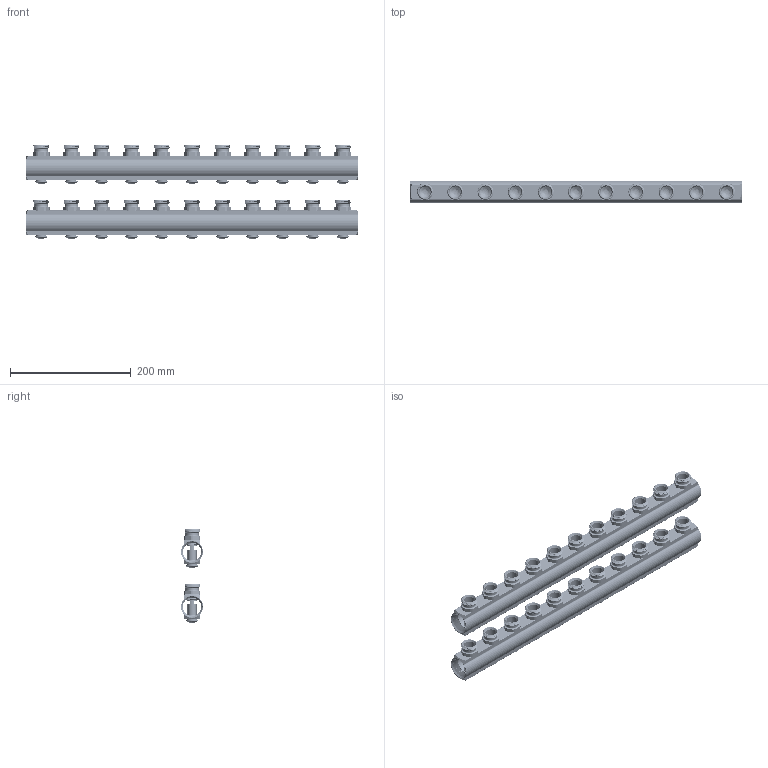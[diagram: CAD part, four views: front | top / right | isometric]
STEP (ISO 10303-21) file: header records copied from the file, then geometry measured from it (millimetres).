
FILE_DESCRIPTION((''),'2;1');
FILE_NAME('088U0551_ASM','2023-05-17T09:20:33',('U258971'),(''),'CREO PARAMETRIC BY PTC INC, 2020342','CREO PARAMETRIC BY PTC INC, 2020342','');
FILE_SCHEMA(('CONFIG_CONTROL_DESIGN'));
Length unit declared in the file: millimetre
Products named in the file (6): 088U7307_11LOOPS_19; 088U7304_16; 088U7310_ASM_12_ASM; 088U0593-MANIFOLD_12; 088U0545_ASM_1_ASM; 088U0551_ASM
Assembly tree (48 placements, depth 4):
  088U0551_ASM
    088U0545_ASM_1_ASM
      088U7307_11LOOPS_19  x2
      088U7310_ASM_12_ASM  x22
        088U7304_16
      088U0593-MANIFOLD_12  x22
Bounding box: 550 x 36.55 x 155.78 mm (x, y, z)
Volume: 656864.9 mm3; surface area: 522778 mm2
Topology: 46 solids, 140 shells, 5426 faces, 15312 edges, 10142 vertices
Faces by surface type: cylinder 2448, bspline 842, plane 770, cone 720, torus 536, sphere 88, extrusion 22
Entity records: 43427 total; most frequent: CARTESIAN_POINT 24859, ORIENTED_EDGE 4330, DIRECTION 3158, EDGE_CURVE 2202, VERTEX_POINT 1501, AXIS2_PLACEMENT_3D 1334, B_SPLINE_CURVE_WITH_KNOTS 1026, EDGE_LOOP 790
